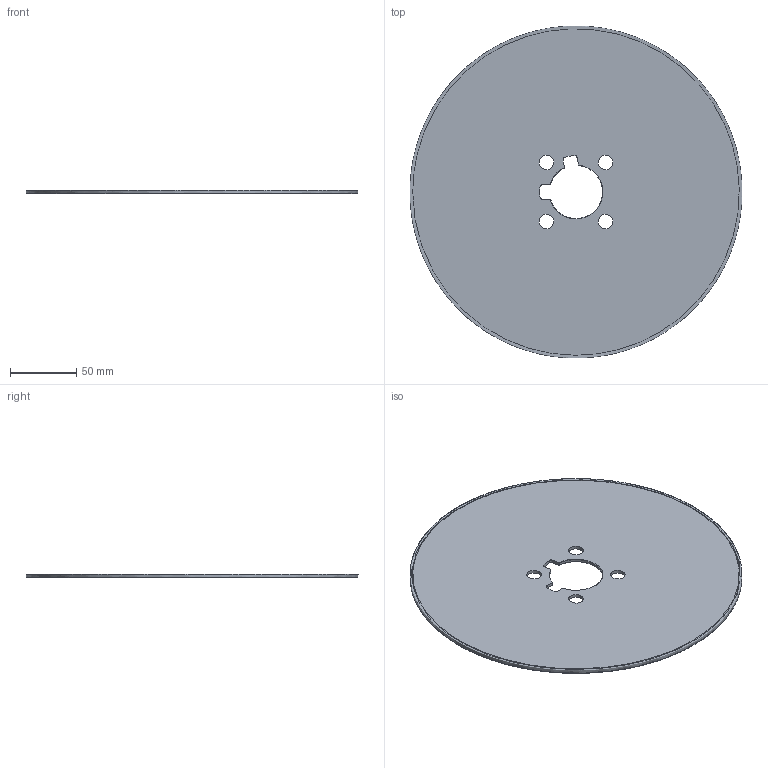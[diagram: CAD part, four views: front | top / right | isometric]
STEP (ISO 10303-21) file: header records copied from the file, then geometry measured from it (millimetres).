
FILE_DESCRIPTION(/* description */ (''),/* implementation_level */ '2;1');
FILE_NAME(/* name */ 'toolassembly_1.stp',/* time_stamp */ '2018-10-19T13:06:03+02:00',/* author */ (''),/* organization */ ('SMS'),/* preprocessor_version */ 'ST-DEVELOPER v15',/* originating_system */ 'SIEMENS PLM Software NX 8.5',/* authorisation */ '');
FILE_SCHEMA (('AUTOMOTIVE_DESIGN { 1 0 10303 214 3 1 1 1 }'));
Length unit declared in the file: millimetre
Products named in the file (4): ASSEMBLY_CONSTRUCTION; CUT_20181019130443; NOCUT_20181019130438; TOOLASSEMBLY_1
Assembly tree (3 placements, depth 2):
  TOOLASSEMBLY_1
    NOCUT_20181019130438
    CUT_20181019130443
    ASSEMBLY_CONSTRUCTION
Bounding box: 250 x 250 x 2.99 mm (x, y, z)
Volume: 117239.8 mm3; surface area: 102724.2 mm2
Topology: 2 solids, 2 shells, 35 faces, 101 edges, 93 vertices
Faces by surface type: cylinder 17, cone 10, plane 6, bspline 2
Full cylindrical faces by diameter (mm): 11.021 x4, 247.992 x1
Entity records: 5988 total; most frequent: CARTESIAN_POINT 4715, DIRECTION 244, ORIENTED_EDGE 172, AXIS2_PLACEMENT_3D 110, EDGE_CURVE 86, VERTEX_POINT 62, EDGE_LOOP 54, STYLED_ITEM 53
